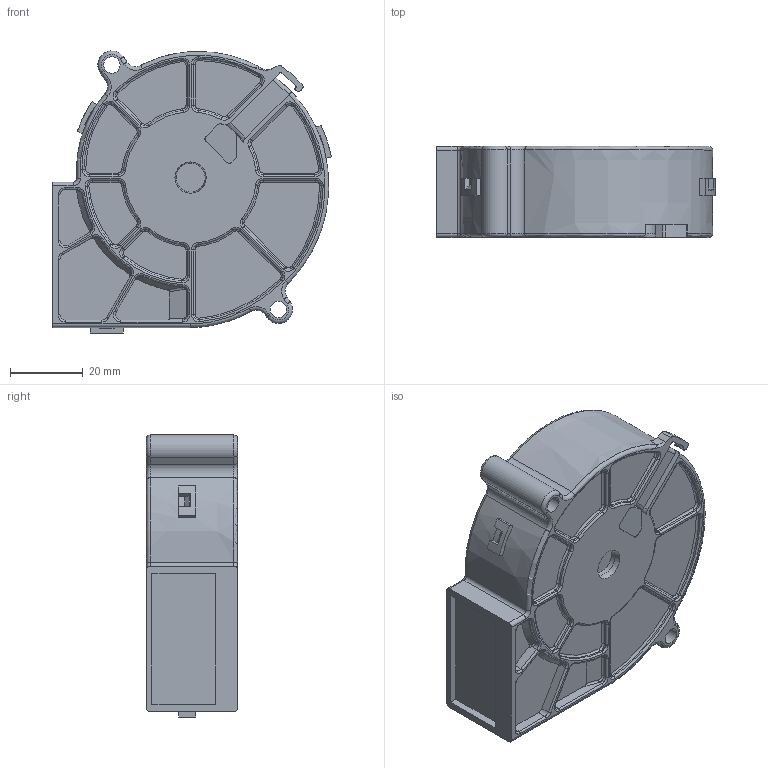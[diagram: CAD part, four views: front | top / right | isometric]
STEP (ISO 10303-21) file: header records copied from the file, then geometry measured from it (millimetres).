
FILE_DESCRIPTION((''),'2;1');
FILE_NAME('PRT0005','2016-02-01T',('QISONG.LUO'),(''),'PRO/ENGINEER BY PARAMETRIC TECHNOLOGY CORPORATION, 2012480','PRO/ENGINEER BY PARAMETRIC TECHNOLOGY CORPORATION, 2012480','');
FILE_SCHEMA(('CONFIG_CONTROL_DESIGN'));
Length unit declared in the file: millimetre
Products named in the file (1): PRT0005
Bounding box: 76.47 x 25 x 77.39 mm (x, y, z)
Volume: 108822.8 mm3; surface area: 20566.8 mm2
Topology: 1 solids, 6 shells, 477 faces, 1153 edges, 693 vertices
Faces by surface type: cylinder 174, torus 129, plane 128, bspline 27, extrusion 12, cone 7
Entity records: 15397 total; most frequent: CARTESIAN_POINT 4151, DIRECTION 2474, ORIENTED_EDGE 2306, EDGE_CURVE 1153, AXIS2_PLACEMENT_3D 998, VERTEX_POINT 693, CIRCLE 560, EDGE_LOOP 498
